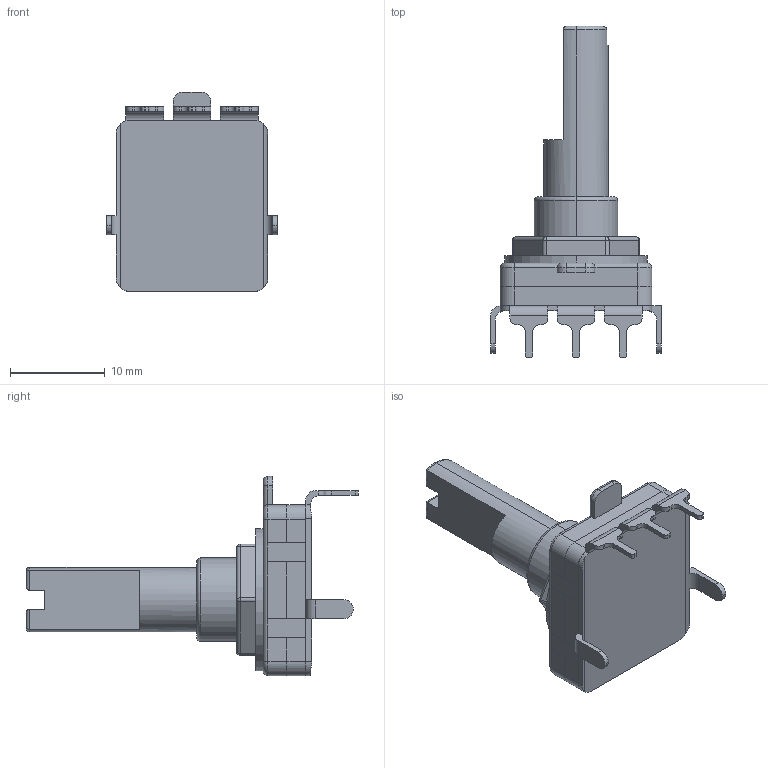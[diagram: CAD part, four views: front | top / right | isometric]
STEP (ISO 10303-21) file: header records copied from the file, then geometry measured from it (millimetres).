
FILE_DESCRIPTION (( 'STEP AP214' ), '1' );
FILE_NAME ('9B1FFC27-03D4-435F-85E9-58425C61360F.STEP', '2009-03-30T20:52:25', ( 'sysAdmin' ), ( 'SolidWorks' ), 'SwSTEP 2.0', 'SolidWorks 2009', '' );
FILE_SCHEMA (( 'AUTOMOTIVE_DESIGN' ));
Length unit declared in the file: millimetre
Products named in the file (1): 9B1FFC27-03D4-435F-85E9-58425C61360F
Bounding box: 18 x 35 x 21 mm (x, y, z)
Volume: 2627.7 mm3; surface area: 2896.5 mm2
Topology: 7 solids, 7 shells, 230 faces, 584 edges, 365 vertices
Faces by surface type: plane 138, cylinder 75, torus 11, sphere 6
Entity records: 7888 total; most frequent: CARTESIAN_POINT 1256, DIRECTION 1180, ORIENTED_EDGE 1156, EDGE_CURVE 578, VECTOR 402, LINE 402, AXIS2_PLACEMENT_3D 389, VERTEX_POINT 365
